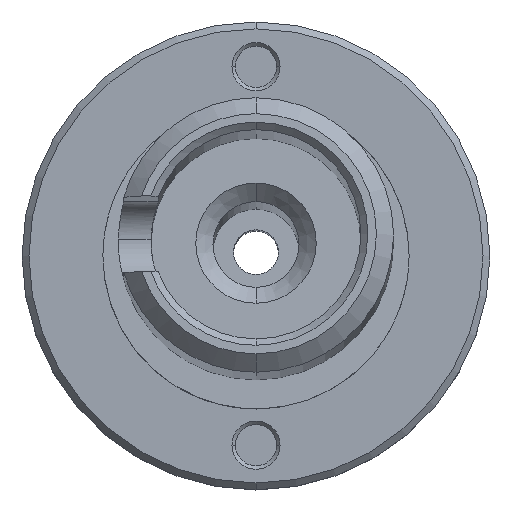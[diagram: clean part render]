
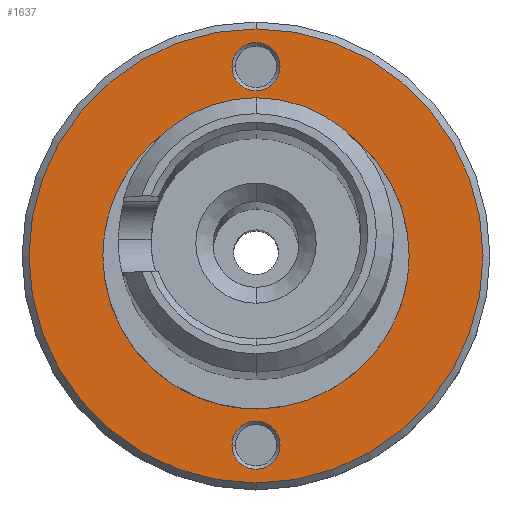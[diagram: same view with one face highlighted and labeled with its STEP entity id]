
A CAD part, top view. The second image highlights one B-rep face of the part: STEP entity #1637.
In plain terms, the highlighted planar face has unit normal (0, 0, 1).
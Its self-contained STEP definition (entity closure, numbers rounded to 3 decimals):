
#4 = DIRECTION ( 'NONE',  ( -1., 0., 0. ) ) ;
#16 = ORIENTED_EDGE ( 'NONE', *, *, #1491, .T. ) ;
#18 = EDGE_CURVE ( 'NONE', #1011, #735, #374, .T. ) ;
#62 = EDGE_CURVE ( 'NONE', #298, #198, #688, .T. ) ;
#90 = CARTESIAN_POINT ( 'NONE',  ( 0.7, -5.5, 2.5 ) ) ;
#102 = CARTESIAN_POINT ( 'NONE',  ( 0., 0., 2.5 ) ) ;
#109 = DIRECTION ( 'NONE',  ( 0., 0., -1. ) ) ;
#127 = CIRCLE ( 'NONE', #1531, 0.7 ) ;
#151 = FACE_BOUND ( 'NONE', #847, .T. ) ;
#158 = CARTESIAN_POINT ( 'NONE',  ( -4.45, 0., 2.5 ) ) ;
#198 = VERTEX_POINT ( 'NONE', #1220 ) ;
#252 = DIRECTION ( 'NONE',  ( 0., 0., -1. ) ) ;
#255 = CARTESIAN_POINT ( 'NONE',  ( 0., 0., 2.5 ) ) ;
#265 = DIRECTION ( 'NONE',  ( 0., 0., -1. ) ) ;
#283 = CARTESIAN_POINT ( 'NONE',  ( 0., 0., 2.5 ) ) ;
#298 = VERTEX_POINT ( 'NONE', #1251 ) ;
#374 = CIRCLE ( 'NONE', #1061, 0.7 ) ;
#380 = DIRECTION ( 'NONE',  ( 1., 0., 0. ) ) ;
#381 = DIRECTION ( 'NONE',  ( 0., 0., -1. ) ) ;
#403 = CIRCLE ( 'NONE', #1642, 4.45 ) ;
#405 = CIRCLE ( 'NONE', #727, 4.45 ) ;
#408 = DIRECTION ( 'NONE',  ( 0., 1., 0. ) ) ;
#427 = CARTESIAN_POINT ( 'NONE',  ( 0.7, 5.5, 2.5 ) ) ;
#435 = CIRCLE ( 'NONE', #1328, 6.6 ) ;
#493 = CIRCLE ( 'NONE', #664, 0.7 ) ;
#560 = FACE_OUTER_BOUND ( 'NONE', #753, .T. ) ;
#564 = ORIENTED_EDGE ( 'NONE', *, *, #830, .T. ) ;
#589 = EDGE_LOOP ( 'NONE', ( #1268, #631 ) ) ;
#613 = VERTEX_POINT ( 'NONE', #930 ) ;
#631 = ORIENTED_EDGE ( 'NONE', *, *, #1465, .T. ) ;
#653 = DIRECTION ( 'NONE',  ( -1., 0., 0. ) ) ;
#660 = DIRECTION ( 'NONE',  ( 1., 0., 0. ) ) ;
#664 = AXIS2_PLACEMENT_3D ( 'NONE', #1606, #381, #928 ) ;
#667 = DIRECTION ( 'NONE',  ( 0., 1., 0. ) ) ;
#675 = DIRECTION ( 'NONE',  ( 0., 0., -1. ) ) ;
#688 = CIRCLE ( 'NONE', #1119, 6.6 ) ;
#703 = EDGE_LOOP ( 'NONE', ( #564, #16 ) ) ;
#705 = CARTESIAN_POINT ( 'NONE',  ( -6.679, -6.679, 2.5 ) ) ;
#722 = ORIENTED_EDGE ( 'NONE', *, *, #1485, .T. ) ;
#727 = AXIS2_PLACEMENT_3D ( 'NONE', #102, #1737, #653 ) ;
#735 = VERTEX_POINT ( 'NONE', #961 ) ;
#753 = EDGE_LOOP ( 'NONE', ( #785, #1428 ) ) ;
#785 = ORIENTED_EDGE ( 'NONE', *, *, #62, .T. ) ;
#789 = CARTESIAN_POINT ( 'NONE',  ( 0., -5.5, 2.5 ) ) ;
#814 = DIRECTION ( 'NONE',  ( 1., 0., 0. ) ) ;
#830 = EDGE_CURVE ( 'NONE', #874, #613, #493, .T. ) ;
#840 = CARTESIAN_POINT ( 'NONE',  ( 4.45, 0., 2.5 ) ) ;
#847 = EDGE_LOOP ( 'NONE', ( #1580, #722 ) ) ;
#874 = VERTEX_POINT ( 'NONE', #427 ) ;
#927 = DIRECTION ( 'NONE',  ( 0., 0., 1. ) ) ;
#928 = DIRECTION ( 'NONE',  ( 1., 0., 0. ) ) ;
#930 = CARTESIAN_POINT ( 'NONE',  ( -0.7, 5.5, 2.5 ) ) ;
#961 = CARTESIAN_POINT ( 'NONE',  ( -0.7, -5.5, 2.5 ) ) ;
#983 = VERTEX_POINT ( 'NONE', #158 ) ;
#988 = EDGE_CURVE ( 'NONE', #983, #1175, #403, .T. ) ;
#1011 = VERTEX_POINT ( 'NONE', #90 ) ;
#1039 = AXIS2_PLACEMENT_3D ( 'NONE', #1481, #252, #660 ) ;
#1059 = CARTESIAN_POINT ( 'NONE',  ( 0., -5.5, 2.5 ) ) ;
#1061 = AXIS2_PLACEMENT_3D ( 'NONE', #1059, #675, #380 ) ;
#1107 = PLANE ( 'NONE',  #1672 ) ;
#1119 = AXIS2_PLACEMENT_3D ( 'NONE', #255, #927, #667 ) ;
#1175 = VERTEX_POINT ( 'NONE', #840 ) ;
#1220 = CARTESIAN_POINT ( 'NONE',  ( 0., -6.6, 2.5 ) ) ;
#1241 = FACE_BOUND ( 'NONE', #703, .T. ) ;
#1249 = DIRECTION ( 'NONE',  ( 0., 0., 1. ) ) ;
#1251 = CARTESIAN_POINT ( 'NONE',  ( 0., 6.6, 2.5 ) ) ;
#1268 = ORIENTED_EDGE ( 'NONE', *, *, #988, .T. ) ;
#1328 = AXIS2_PLACEMENT_3D ( 'NONE', #283, #1641, #408 ) ;
#1370 = CARTESIAN_POINT ( 'NONE',  ( 0., 0., 2.5 ) ) ;
#1373 = FACE_BOUND ( 'NONE', #589, .T. ) ;
#1428 = ORIENTED_EDGE ( 'NONE', *, *, #1610, .T. ) ;
#1465 = EDGE_CURVE ( 'NONE', #1175, #983, #405, .T. ) ;
#1481 = CARTESIAN_POINT ( 'NONE',  ( 0., 5.5, 2.5 ) ) ;
#1485 = EDGE_CURVE ( 'NONE', #735, #1011, #127, .T. ) ;
#1491 = EDGE_CURVE ( 'NONE', #613, #874, #1646, .T. ) ;
#1531 = AXIS2_PLACEMENT_3D ( 'NONE', #789, #109, #814 ) ;
#1580 = ORIENTED_EDGE ( 'NONE', *, *, #18, .T. ) ;
#1606 = CARTESIAN_POINT ( 'NONE',  ( 0., 5.5, 2.5 ) ) ;
#1610 = EDGE_CURVE ( 'NONE', #198, #298, #435, .T. ) ;
#1637 = ADVANCED_FACE ( 'NONE', ( #1373, #151, #1241, #560 ), #1107, .T. ) ;
#1641 = DIRECTION ( 'NONE',  ( 0., 0., 1. ) ) ;
#1642 = AXIS2_PLACEMENT_3D ( 'NONE', #1370, #265, #4 ) ;
#1646 = CIRCLE ( 'NONE', #1039, 0.7 ) ;
#1665 = DIRECTION ( 'NONE',  ( 1., 0., 0. ) ) ;
#1672 = AXIS2_PLACEMENT_3D ( 'NONE', #705, #1249, #1665 ) ;
#1737 = DIRECTION ( 'NONE',  ( 0., 0., -1. ) ) ;
